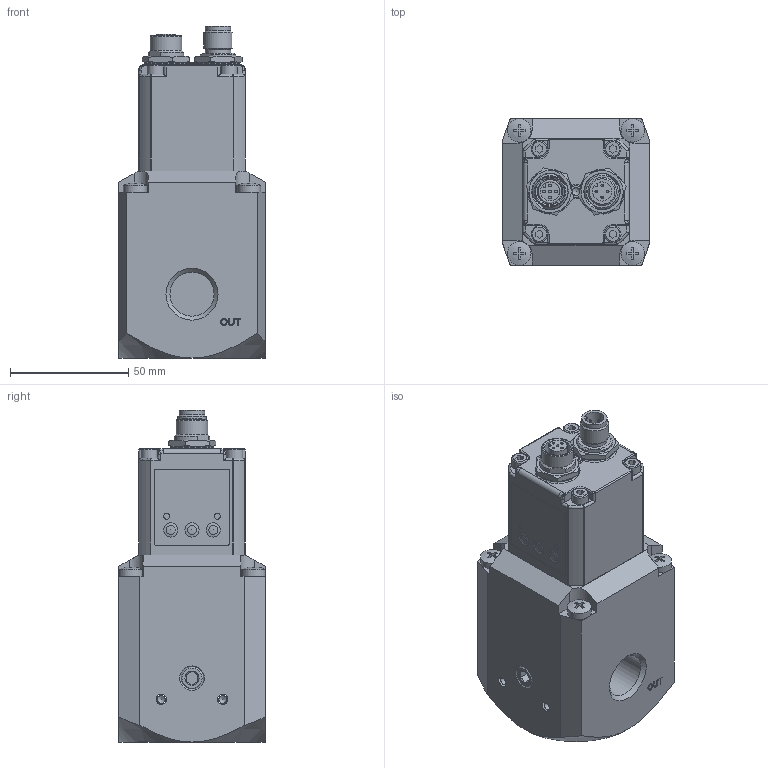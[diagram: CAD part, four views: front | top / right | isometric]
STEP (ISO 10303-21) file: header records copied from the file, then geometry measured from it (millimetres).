
FILE_DESCRIPTION(/* description */ (''),/* implementation_level */ '2;1');
FILE_NAME(/* name */ '173E2N_M_C_###_#.stp',/* time_stamp */ '2019-11-08T13:44:29+01:00',/* author */ ('maniean1'),/* organization */ (''),/* preprocessor_version */ 'ST-DEVELOPER v17',/* originating_system */ 'Autodesk Inventor 2019',/* authorisation */ '');
FILE_SCHEMA (('AUTOMOTIVE_DESIGN { 1 0 10303 214 3 1 1 }'));
Length unit declared in the file: millimetre
Products named in the file (3): 173E2N_M_#_###_#; 173E2N_M_#_###_#_1; 1701/54
Assembly tree (3 placements, depth 2):
  173E2N_M_#_###_#
    173E2N_M_#_###_#_1
    1701/54  x2
Bounding box: 62 x 62 x 140.3 mm (x, y, z)
Volume: 364423.2 mm3; surface area: 53886.8 mm2
Topology: 4 solids, 27 shells, 810 faces, 2156 edges, 1434 vertices
Faces by surface type: plane 396, cylinder 237, cone 88, bspline 52, sphere 19, torus 18
Full cylindrical faces by diameter (mm): 1 x4, 1.1 x5, 1.8 x9, 2 x2, 3.242 x8, 4.134 x4, 4.2 x4, 5 x4, 5.3 x2, 5.5 x4, 6.5 x2, 7 x4, 7.5 x1, 8 x6, 8.5 x3, 8.566 x2, 9.1 x1, 9.3 x4, 9.4 x2, 10 x7, 10.7 x2, 10.8 x1, 11 x1, 12 x1, 12.2 x1, 12.8 x2, 13 x1, 13.4 x1, 14.95 x1, 18.631 x2
Entity records: 27934 total; most frequent: CARTESIAN_POINT 7393, ORIENTED_EDGE 4142, DIRECTION 4070, EDGE_CURVE 2071, AXIS2_PLACEMENT_3D 1515, VERTEX_POINT 1395, LINE 1040, VECTOR 1040
